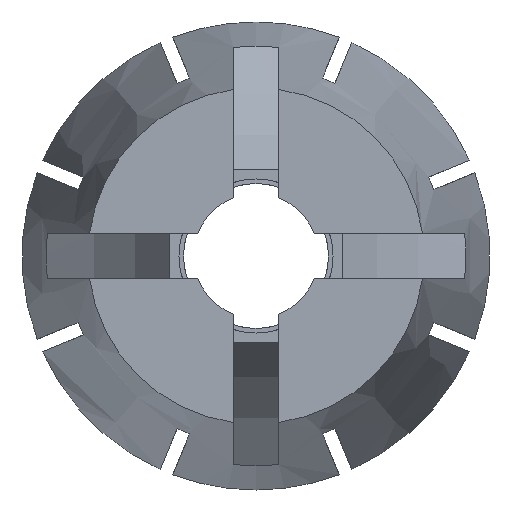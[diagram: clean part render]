
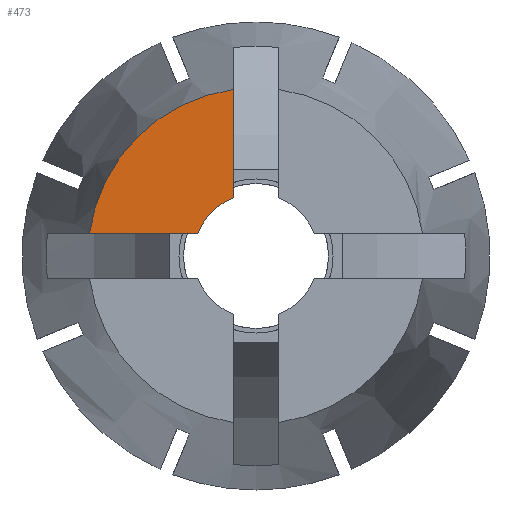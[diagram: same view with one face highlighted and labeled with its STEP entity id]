
A CAD part, left-side view. The second image highlights one B-rep face of the part: STEP entity #473.
In plain terms, the highlighted planar face has unit normal (-1, 0, 0).
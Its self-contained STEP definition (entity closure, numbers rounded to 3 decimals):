
#36 = DIRECTION ( 'NONE',  ( 0., 0., 1. ) ) ;
#51 = CARTESIAN_POINT ( 'NONE',  ( -34., 1.25, 9.183 ) ) ;
#309 = VERTEX_POINT ( 'NONE', #51 ) ;
#340 = AXIS2_PLACEMENT_3D ( 'NONE', #348, #1661, #1002 ) ;
#348 = CARTESIAN_POINT ( 'NONE',  ( -34., 0., 0. ) ) ;
#361 = VERTEX_POINT ( 'NONE', #1438 ) ;
#473 = ADVANCED_FACE ( 'NONE', ( #2707 ), #3962, .T. ) ;
#483 = CIRCLE ( 'NONE', #2141, 9.268 ) ;
#576 = VERTEX_POINT ( 'NONE', #3958 ) ;
#587 = VERTEX_POINT ( 'NONE', #1379 ) ;
#830 = AXIS2_PLACEMENT_3D ( 'NONE', #4027, #3653, #4221 ) ;
#1002 = DIRECTION ( 'NONE',  ( 0., 0., -1. ) ) ;
#1040 = CARTESIAN_POINT ( 'NONE',  ( -34., 1.25, 0. ) ) ;
#1075 = LINE ( 'NONE', #3850, #2570 ) ;
#1305 = EDGE_LOOP ( 'NONE', ( #1565, #2653, #2539, #4064 ) ) ;
#1349 = EDGE_CURVE ( 'NONE', #587, #576, #1681, .T. ) ;
#1379 = CARTESIAN_POINT ( 'NONE',  ( -34., 3.205, 1.25 ) ) ;
#1438 = CARTESIAN_POINT ( 'NONE',  ( -34., 9.183, 1.25 ) ) ;
#1565 = ORIENTED_EDGE ( 'NONE', *, *, #1349, .T. ) ;
#1661 = DIRECTION ( 'NONE',  ( 1., 0., 0. ) ) ;
#1681 = CIRCLE ( 'NONE', #340, 3.44 ) ;
#1939 = CARTESIAN_POINT ( 'NONE',  ( -34., 0., 0. ) ) ;
#2041 = VECTOR ( 'NONE', #36, 1000. ) ;
#2044 = EDGE_CURVE ( 'NONE', #587, #361, #1075, .T. ) ;
#2141 = AXIS2_PLACEMENT_3D ( 'NONE', #1939, #4197, #2259 ) ;
#2259 = DIRECTION ( 'NONE',  ( 0., 0., -1. ) ) ;
#2440 = EDGE_CURVE ( 'NONE', #361, #309, #483, .T. ) ;
#2538 = EDGE_CURVE ( 'NONE', #576, #309, #3754, .T. ) ;
#2539 = ORIENTED_EDGE ( 'NONE', *, *, #2440, .F. ) ;
#2570 = VECTOR ( 'NONE', #2886, 1000. ) ;
#2653 = ORIENTED_EDGE ( 'NONE', *, *, #2538, .T. ) ;
#2707 = FACE_OUTER_BOUND ( 'NONE', #1305, .T. ) ;
#2886 = DIRECTION ( 'NONE',  ( 0., 1., 0. ) ) ;
#3653 = DIRECTION ( 'NONE',  ( -1., 0., 0. ) ) ;
#3754 = LINE ( 'NONE', #1040, #2041 ) ;
#3850 = CARTESIAN_POINT ( 'NONE',  ( -34., -9.268, 1.25 ) ) ;
#3958 = CARTESIAN_POINT ( 'NONE',  ( -34., 1.25, 3.205 ) ) ;
#3962 = PLANE ( 'NONE',  #830 ) ;
#4027 = CARTESIAN_POINT ( 'NONE',  ( -34., -9.268, 0. ) ) ;
#4064 = ORIENTED_EDGE ( 'NONE', *, *, #2044, .F. ) ;
#4197 = DIRECTION ( 'NONE',  ( 1., 0., 0. ) ) ;
#4221 = DIRECTION ( 'NONE',  ( 0., 0., 1. ) ) ;
